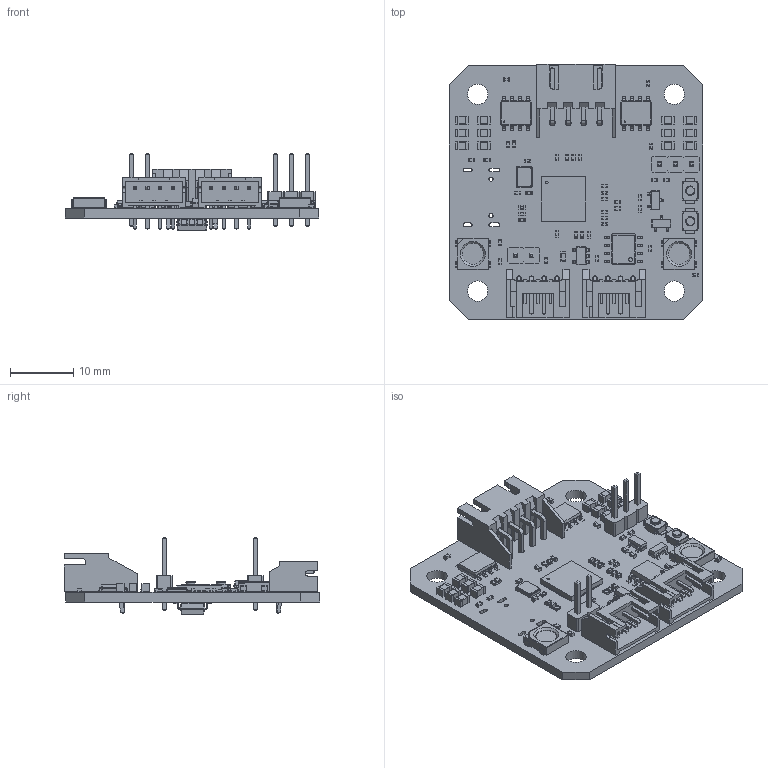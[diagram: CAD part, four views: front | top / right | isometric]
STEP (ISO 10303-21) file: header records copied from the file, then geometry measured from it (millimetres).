
FILE_DESCRIPTION(('KiCad electronic assembly'),'2;1');
FILE_NAME('Integrated FOC Stepper Driver.step','2025-03-12T17:06:33',( 'Pcbnew'),('Kicad'),'Open CASCADE STEP processor 7.8', 'KiCad to STEP converter','Unknown');
FILE_SCHEMA(('AUTOMOTIVE_DESIGN { 1 0 10303 214 1 1 1 1 }'));
Length unit declared in the file: millimetre
Products named in the file (20): Integrated FOC Stepper Driver 1; R_0402_1005Metric; C_0805_2012Metric; PinHeader_1x02_P2.54mm_Vertical; C_0402_1005Metric; LED_WS2812B_PLCC4_5.0x5.0mm_P3.2mm; QFN-56-1EP_7x7mm_P0.4mm_EP3.2x3.2mm; PinHeader_1x03_P2.54mm_Vertical; SW_SPST_B3U-1000P; SOIC-8_3.9x4.9mm_P1.27mm; HTSOP-8-1EP_3.9x4.9mm_Pitch1.27mm; JST_PH_S4B-PH-K_1x04_P2.00mm_Horizontal; Crystal_SMD_3225-4Pin_3.2x2.5mm; SOT-23; C_0603_1608Metric; SOT-23-5; JST_XH_S4B-XH-A_1x04_P2.50mm_Horizontal; SO-8_3.9x4.9mm_P1.27mm; Integrated FOC Stepper Driver 1.71.1; Integrated FOC Stepper Driver_PCB
Assembly tree (73 placements, depth 3):
  Integrated FOC Stepper Driver 1
    R_0402_1005Metric  x16
    C_0805_2012Metric  x12
    PinHeader_1x02_P2.54mm_Vertical
    C_0402_1005Metric  x23
    LED_WS2812B_PLCC4_5.0x5.0mm_P3.2mm  x2
    QFN-56-1EP_7x7mm_P0.4mm_EP3.2x3.2mm
    PinHeader_1x03_P2.54mm_Vertical
    SW_SPST_B3U-1000P  x2
    SOIC-8_3.9x4.9mm_P1.27mm
    HTSOP-8-1EP_3.9x4.9mm_Pitch1.27mm  x2
    JST_PH_S4B-PH-K_1x04_P2.00mm_Horizontal  x2
    Crystal_SMD_3225-4Pin_3.2x2.5mm
    SOT-23  x2
    C_0603_1608Metric  x2
    SOT-23-5
    JST_XH_S4B-XH-A_1x04_P2.50mm_Horizontal
    SO-8_3.9x4.9mm_P1.27mm
      Integrated FOC Stepper Driver 1.71.1
    Integrated FOC Stepper Driver_PCB
Bounding box: 40 x 40.2 x 12.07 mm (x, y, z)
Volume: 3277.5 mm3; surface area: 6457.6 mm2
Topology: 81 solids, 81 shells, 4084 faces, 10720 edges, 6844 vertices
Faces by surface type: plane 2732, cylinder 1087, bspline 195, sphere 34, torus 34, cone 2
Full cylindrical faces by diameter (mm): 0.2 x2, 0.3 x16, 0.4 x3, 0.6 x1, 0.65 x2, 0.75 x8, 0.95 x4, 1 x5, 1.5 x2, 3.2 x4, 3.333 x2
Entity records: 72424 total; most frequent: CARTESIAN_POINT 11619, ORIENTED_EDGE 10716, DIRECTION 9892, EDGE_CURVE 5358, LINE 4440, VECTOR 4440, VERTEX_POINT 3407, AXIS2_PLACEMENT_3D 2726
